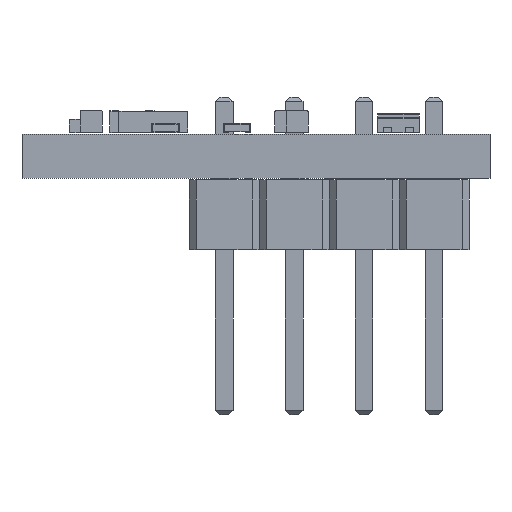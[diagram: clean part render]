
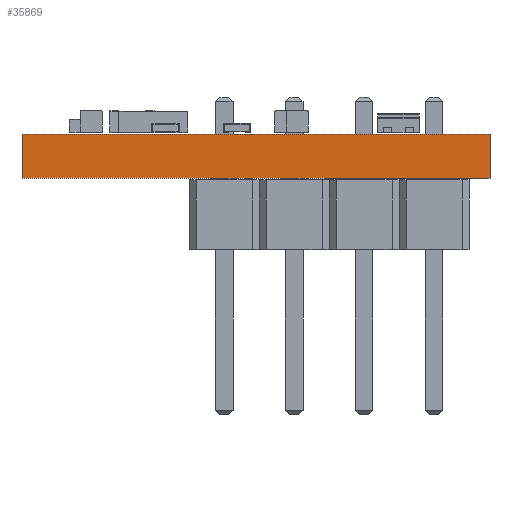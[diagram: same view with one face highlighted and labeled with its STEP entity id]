
A CAD part, left-side view. The second image highlights one B-rep face of the part: STEP entity #35869.
In plain terms, the highlighted planar face has unit normal (-1, 0, 0).
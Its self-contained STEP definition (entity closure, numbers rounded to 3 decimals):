
#35060 = PLANE('',#35061);
#35061 = AXIS2_PLACEMENT_3D('',#35062,#35063,#35064);
#35062 = CARTESIAN_POINT('',(-7.04,8.5,0.));
#35063 = DIRECTION('',(0.,1.,0.));
#35064 = DIRECTION('',(1.,0.,0.));
#35088 = PLANE('',#35089);
#35089 = AXIS2_PLACEMENT_3D('',#35090,#35091,#35092);
#35090 = CARTESIAN_POINT('',(-0.12,-0.728,1.6));
#35091 = DIRECTION('',(-0.,-0.,-1.));
#35092 = DIRECTION('',(-1.,0.,0.));
#35142 = PLANE('',#35143);
#35143 = AXIS2_PLACEMENT_3D('',#35144,#35145,#35146);
#35144 = CARTESIAN_POINT('',(-0.12,-0.728,0.));
#35145 = DIRECTION('',(-0.,-0.,-1.));
#35146 = DIRECTION('',(-1.,0.,0.));
#35157 = EDGE_CURVE('',#35158,#35160,#35162,.T.);
#35158 = VERTEX_POINT('',#35159);
#35159 = CARTESIAN_POINT('',(-7.04,8.5,0.));
#35160 = VERTEX_POINT('',#35161);
#35161 = CARTESIAN_POINT('',(-7.04,8.5,1.6));
#35162 = SURFACE_CURVE('',#35163,(#35167,#35174),.PCURVE_S1.);
#35163 = LINE('',#35164,#35165);
#35164 = CARTESIAN_POINT('',(-7.04,8.5,0.));
#35165 = VECTOR('',#35166,1.);
#35166 = DIRECTION('',(0.,0.,1.));
#35167 = PCURVE('',#35060,#35168);
#35168 = DEFINITIONAL_REPRESENTATION('',(#35169),#35173);
#35169 = LINE('',#35170,#35171);
#35170 = CARTESIAN_POINT('',(0.,0.));
#35171 = VECTOR('',#35172,1.);
#35172 = DIRECTION('',(0.,-1.));
#35173 = ( GEOMETRIC_REPRESENTATION_CONTEXT(2) 
PARAMETRIC_REPRESENTATION_CONTEXT() REPRESENTATION_CONTEXT('2D SPACE',''
  ) );
#35174 = PCURVE('',#35175,#35180);
#35175 = PLANE('',#35176);
#35176 = AXIS2_PLACEMENT_3D('',#35177,#35178,#35179);
#35177 = CARTESIAN_POINT('',(-7.04,-8.5,0.));
#35178 = DIRECTION('',(-1.,0.,0.));
#35179 = DIRECTION('',(0.,1.,0.));
#35180 = DEFINITIONAL_REPRESENTATION('',(#35181),#35185);
#35181 = LINE('',#35182,#35183);
#35182 = CARTESIAN_POINT('',(17.,0.));
#35183 = VECTOR('',#35184,1.);
#35184 = DIRECTION('',(0.,-1.));
#35185 = ( GEOMETRIC_REPRESENTATION_CONTEXT(2) 
PARAMETRIC_REPRESENTATION_CONTEXT() REPRESENTATION_CONTEXT('2D SPACE',''
  ) );
#35419 = VERTEX_POINT('',#35420);
#35420 = CARTESIAN_POINT('',(-7.04,-8.5,0.));
#35434 = PLANE('',#35435);
#35435 = AXIS2_PLACEMENT_3D('',#35436,#35437,#35438);
#35436 = CARTESIAN_POINT('',(-1.74,-8.5,0.));
#35437 = DIRECTION('',(0.,-1.,0.));
#35438 = DIRECTION('',(-1.,0.,0.));
#35446 = EDGE_CURVE('',#35419,#35158,#35447,.T.);
#35447 = SURFACE_CURVE('',#35448,(#35452,#35459),.PCURVE_S1.);
#35448 = LINE('',#35449,#35450);
#35449 = CARTESIAN_POINT('',(-7.04,-8.5,0.));
#35450 = VECTOR('',#35451,1.);
#35451 = DIRECTION('',(0.,1.,0.));
#35452 = PCURVE('',#35142,#35453);
#35453 = DEFINITIONAL_REPRESENTATION('',(#35454),#35458);
#35454 = LINE('',#35455,#35456);
#35455 = CARTESIAN_POINT('',(6.92,-7.772));
#35456 = VECTOR('',#35457,1.);
#35457 = DIRECTION('',(0.,1.));
#35458 = ( GEOMETRIC_REPRESENTATION_CONTEXT(2) 
PARAMETRIC_REPRESENTATION_CONTEXT() REPRESENTATION_CONTEXT('2D SPACE',''
  ) );
#35459 = PCURVE('',#35175,#35460);
#35460 = DEFINITIONAL_REPRESENTATION('',(#35461),#35465);
#35461 = LINE('',#35462,#35463);
#35462 = CARTESIAN_POINT('',(0.,0.));
#35463 = VECTOR('',#35464,1.);
#35464 = DIRECTION('',(1.,0.));
#35465 = ( GEOMETRIC_REPRESENTATION_CONTEXT(2) 
PARAMETRIC_REPRESENTATION_CONTEXT() REPRESENTATION_CONTEXT('2D SPACE',''
  ) );
#35706 = VERTEX_POINT('',#35707);
#35707 = CARTESIAN_POINT('',(-7.04,-8.5,1.6));
#35728 = EDGE_CURVE('',#35706,#35160,#35729,.T.);
#35729 = SURFACE_CURVE('',#35730,(#35734,#35741),.PCURVE_S1.);
#35730 = LINE('',#35731,#35732);
#35731 = CARTESIAN_POINT('',(-7.04,-8.5,1.6));
#35732 = VECTOR('',#35733,1.);
#35733 = DIRECTION('',(0.,1.,0.));
#35734 = PCURVE('',#35088,#35735);
#35735 = DEFINITIONAL_REPRESENTATION('',(#35736),#35740);
#35736 = LINE('',#35737,#35738);
#35737 = CARTESIAN_POINT('',(6.92,-7.772));
#35738 = VECTOR('',#35739,1.);
#35739 = DIRECTION('',(0.,1.));
#35740 = ( GEOMETRIC_REPRESENTATION_CONTEXT(2) 
PARAMETRIC_REPRESENTATION_CONTEXT() REPRESENTATION_CONTEXT('2D SPACE',''
  ) );
#35741 = PCURVE('',#35175,#35742);
#35742 = DEFINITIONAL_REPRESENTATION('',(#35743),#35747);
#35743 = LINE('',#35744,#35745);
#35744 = CARTESIAN_POINT('',(0.,-1.6));
#35745 = VECTOR('',#35746,1.);
#35746 = DIRECTION('',(1.,0.));
#35747 = ( GEOMETRIC_REPRESENTATION_CONTEXT(2) 
PARAMETRIC_REPRESENTATION_CONTEXT() REPRESENTATION_CONTEXT('2D SPACE',''
  ) );
#35869 = ADVANCED_FACE('',(#35870),#35175,.T.);
#35870 = FACE_BOUND('',#35871,.T.);
#35871 = EDGE_LOOP('',(#35872,#35893,#35894,#35895));
#35872 = ORIENTED_EDGE('',*,*,#35873,.T.);
#35873 = EDGE_CURVE('',#35419,#35706,#35874,.T.);
#35874 = SURFACE_CURVE('',#35875,(#35879,#35886),.PCURVE_S1.);
#35875 = LINE('',#35876,#35877);
#35876 = CARTESIAN_POINT('',(-7.04,-8.5,0.));
#35877 = VECTOR('',#35878,1.);
#35878 = DIRECTION('',(0.,0.,1.));
#35879 = PCURVE('',#35175,#35880);
#35880 = DEFINITIONAL_REPRESENTATION('',(#35881),#35885);
#35881 = LINE('',#35882,#35883);
#35882 = CARTESIAN_POINT('',(0.,0.));
#35883 = VECTOR('',#35884,1.);
#35884 = DIRECTION('',(0.,-1.));
#35885 = ( GEOMETRIC_REPRESENTATION_CONTEXT(2) 
PARAMETRIC_REPRESENTATION_CONTEXT() REPRESENTATION_CONTEXT('2D SPACE',''
  ) );
#35886 = PCURVE('',#35434,#35887);
#35887 = DEFINITIONAL_REPRESENTATION('',(#35888),#35892);
#35888 = LINE('',#35889,#35890);
#35889 = CARTESIAN_POINT('',(5.3,0.));
#35890 = VECTOR('',#35891,1.);
#35891 = DIRECTION('',(0.,-1.));
#35892 = ( GEOMETRIC_REPRESENTATION_CONTEXT(2) 
PARAMETRIC_REPRESENTATION_CONTEXT() REPRESENTATION_CONTEXT('2D SPACE',''
  ) );
#35893 = ORIENTED_EDGE('',*,*,#35728,.T.);
#35894 = ORIENTED_EDGE('',*,*,#35157,.F.);
#35895 = ORIENTED_EDGE('',*,*,#35446,.F.);
